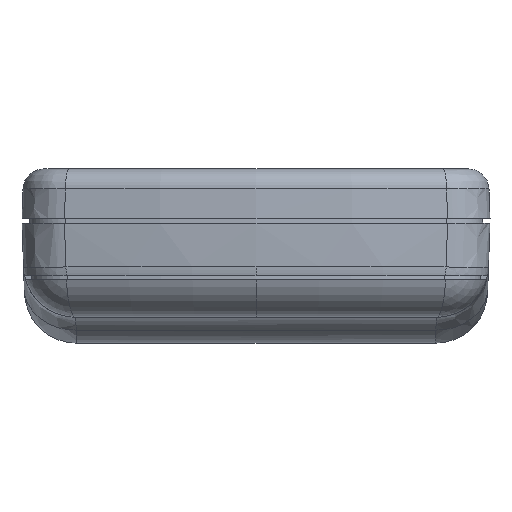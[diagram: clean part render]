
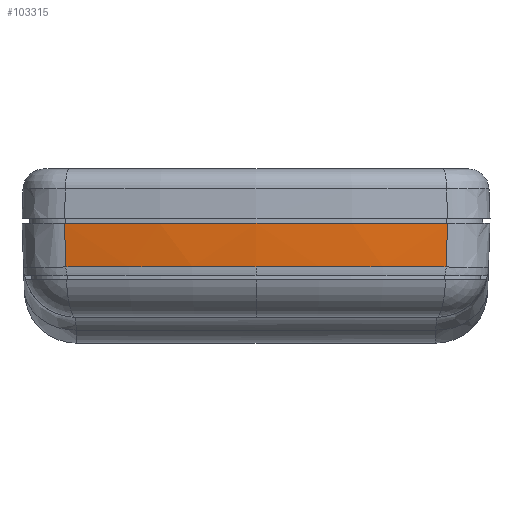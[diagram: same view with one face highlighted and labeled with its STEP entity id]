
A CAD part, front view. The second image highlights one B-rep face of the part: STEP entity #103315.
In plain terms, the highlighted conical face has half-angle 2 degrees and reference radius 200 mm.
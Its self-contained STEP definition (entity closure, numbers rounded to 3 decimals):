
#883 = CARTESIAN_POINT ( 'NONE',  ( 0., 124., 0. ) ) ;
#1742 = CARTESIAN_POINT ( 'NONE',  ( 0., -75.708, -8.349 ) ) ;
#3776 = CARTESIAN_POINT ( 'NONE',  ( 36.847, -72.576, 0. ) ) ;
#9205 = CONICAL_SURFACE ( 'NONE', #12091, 200., 0.035 ) ;
#9777 = ORIENTED_EDGE ( 'NONE', *, *, #69324, .T. ) ;
#12091 = AXIS2_PLACEMENT_3D ( 'NONE', #68787, #75598, #83845 ) ;
#12295 = CARTESIAN_POINT ( 'NONE',  ( -36.746, -72.497, -2.783 ) ) ;
#13301 = CARTESIAN_POINT ( 'NONE',  ( 0., 124., -8.349 ) ) ;
#14494 = VERTEX_POINT ( 'NONE', #3776 ) ;
#14975 = EDGE_LOOP ( 'NONE', ( #77485, #9777, #27219, #96997, #100765 ) ) ;
#24838 = EDGE_CURVE ( 'NONE', #70287, #14494, #77157, .T. ) ;
#27219 = ORIENTED_EDGE ( 'NONE', *, *, #39155, .T. ) ;
#27683 = CARTESIAN_POINT ( 'NONE',  ( -36.847, -72.576, 0. ) ) ;
#28189 = CARTESIAN_POINT ( 'NONE',  ( 36.847, -72.576, 0. ) ) ;
#28519 = CARTESIAN_POINT ( 'NONE',  ( 36.645, -72.417, -5.566 ) ) ;
#29223 = CARTESIAN_POINT ( 'NONE',  ( 36.746, -72.497, -2.783 ) ) ;
#31219 = EDGE_CURVE ( 'NONE', #90402, #14494, #50767, .T. ) ;
#34946 = DIRECTION ( 'NONE',  ( 1., 0., 0. ) ) ;
#37010 = EDGE_CURVE ( 'NONE', #90402, #70558, #99497, .T. ) ;
#39155 = EDGE_CURVE ( 'NONE', #47570, #70287, #50898, .T. ) ;
#41759 = CARTESIAN_POINT ( 'NONE',  ( 0., 124., -8.349 ) ) ;
#43317 = DIRECTION ( 'NONE',  ( 0., 0., 1. ) ) ;
#44084 = CARTESIAN_POINT ( 'NONE',  ( -36.543, -72.337, -8.349 ) ) ;
#45461 = CARTESIAN_POINT ( 'NONE',  ( -36.645, -72.417, -5.566 ) ) ;
#47570 = VERTEX_POINT ( 'NONE', #1742 ) ;
#50021 = CARTESIAN_POINT ( 'NONE',  ( 36.543, -72.337, -8.349 ) ) ;
#50767 = CIRCLE ( 'NONE', #67823, 200. ) ;
#50898 = CIRCLE ( 'NONE', #53724, 199.708 ) ;
#53724 = AXIS2_PLACEMENT_3D ( 'NONE', #13301, #85400, #93274 ) ;
#60859 = CARTESIAN_POINT ( 'NONE',  ( -36.847, -72.576, 0. ) ) ;
#67823 = AXIS2_PLACEMENT_3D ( 'NONE', #883, #43317, #95784 ) ;
#68787 = CARTESIAN_POINT ( 'NONE',  ( 0., 124., 0. ) ) ;
#69324 = EDGE_CURVE ( 'NONE', #70558, #47570, #87693, .T. ) ;
#70287 = VERTEX_POINT ( 'NONE', #50021 ) ;
#70558 = VERTEX_POINT ( 'NONE', #93879 ) ;
#74853 = DIRECTION ( 'NONE',  ( 0., 0., 1. ) ) ;
#75598 = DIRECTION ( 'NONE',  ( 0., 0., 1. ) ) ;
#77157 = B_SPLINE_CURVE_WITH_KNOTS ( 'NONE', 3,
 ( #78050, #28519, #29223, #28189 ),
 .UNSPECIFIED., .F., .F.,
 ( 4, 4 ),
 ( 0.01, 0.018 ),
 .UNSPECIFIED. ) ;
#77485 = ORIENTED_EDGE ( 'NONE', *, *, #37010, .T. ) ;
#78050 = CARTESIAN_POINT ( 'NONE',  ( 36.543, -72.337, -8.349 ) ) ;
#83845 = DIRECTION ( 'NONE',  ( -1., 0., 0. ) ) ;
#85400 = DIRECTION ( 'NONE',  ( 0., 0., 1. ) ) ;
#87693 = CIRCLE ( 'NONE', #96699, 199.708 ) ;
#90402 = VERTEX_POINT ( 'NONE', #60859 ) ;
#93274 = DIRECTION ( 'NONE',  ( 1., 0., 0. ) ) ;
#93879 = CARTESIAN_POINT ( 'NONE',  ( -36.543, -72.337, -8.349 ) ) ;
#95784 = DIRECTION ( 'NONE',  ( -1., 0., 0. ) ) ;
#96178 = FACE_OUTER_BOUND ( 'NONE', #14975, .T. ) ;
#96699 = AXIS2_PLACEMENT_3D ( 'NONE', #41759, #74853, #34946 ) ;
#96997 = ORIENTED_EDGE ( 'NONE', *, *, #24838, .T. ) ;
#99497 = B_SPLINE_CURVE_WITH_KNOTS ( 'NONE', 3,
 ( #27683, #12295, #45461, #44084 ),
 .UNSPECIFIED., .F., .F.,
 ( 4, 4 ),
 ( 0., 0.008 ),
 .UNSPECIFIED. ) ;
#100765 = ORIENTED_EDGE ( 'NONE', *, *, #31219, .F. ) ;
#103315 = ADVANCED_FACE ( 'NONE', ( #96178 ), #9205, .T. ) ;
